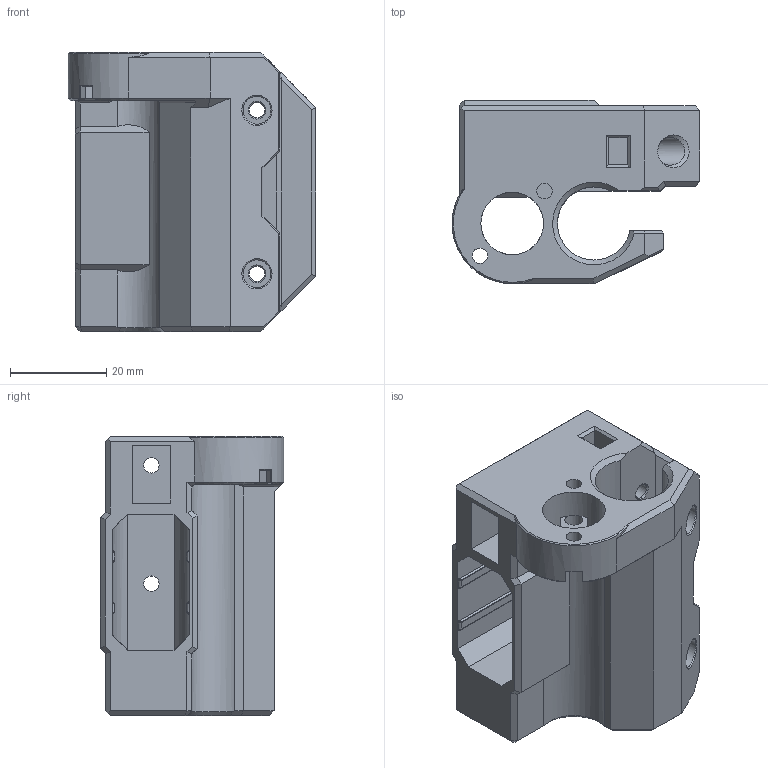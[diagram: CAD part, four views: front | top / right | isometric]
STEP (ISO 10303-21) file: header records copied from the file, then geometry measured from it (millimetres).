
FILE_DESCRIPTION(/* description */ (''),/* implementation_level */ '2;1');
FILE_NAME(/* name */ 'X idler prusa pulley 13.step',/* time_stamp */ '2022-07-24T20:43:19+02:00',/* author */ (''),/* organization */ (''),/* preprocessor_version */ 'ST-DEVELOPER v19',/* originating_system */ 'Autodesk Translation Framework v11.7.0.108',/* authorisation */ '');
FILE_SCHEMA (('AUTOMOTIVE_DESIGN { 1 0 10303 214 3 1 1 }'));
Length unit declared in the file: millimetre
Products named in the file (1): (Sin guardar)
Bounding box: 51.5 x 38.11 x 58 mm (x, y, z)
Volume: 44483.8 mm3; surface area: 18778.6 mm2
Topology: 1 solids, 1 shells, 247 faces, 646 edges, 410 vertices
Faces by surface type: plane 178, cylinder 32, cone 22, bspline 15
Full cylindrical faces by diameter (mm): 3.2 x9, 3.7 x1, 5.8 x3, 7.2 x1, 13.02 x1
Entity records: 8892 total; most frequent: CARTESIAN_POINT 2809, ORIENTED_EDGE 1292, DIRECTION 1181, EDGE_CURVE 646, LINE 471, VECTOR 471, VERTEX_POINT 410, AXIS2_PLACEMENT_3D 355
